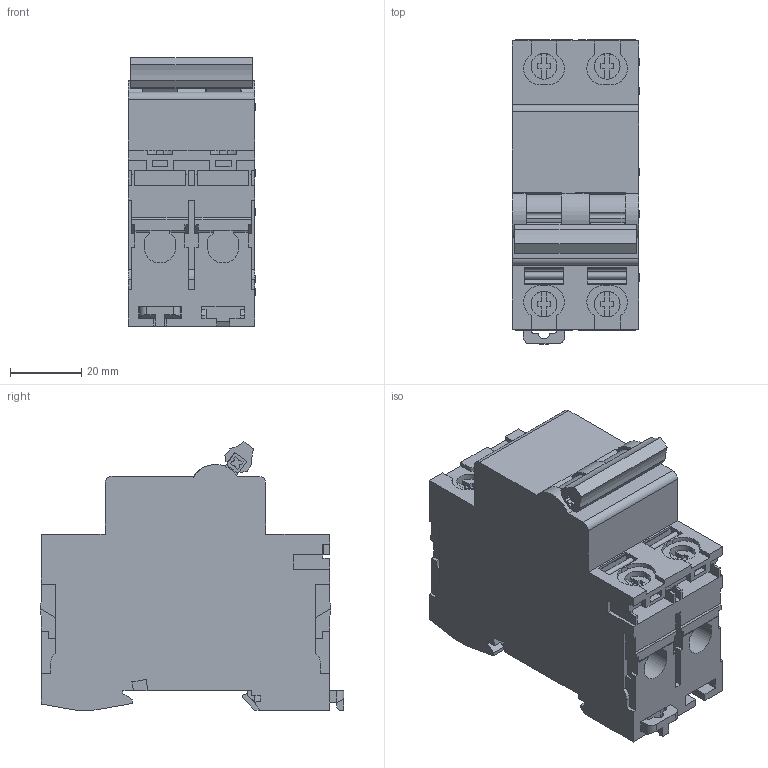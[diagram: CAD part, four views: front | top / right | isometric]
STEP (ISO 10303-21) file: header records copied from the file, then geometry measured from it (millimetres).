
FILE_DESCRIPTION((''),'2;1');
FILE_NAME('SB110512_3D-SIMPLIFIED','2013-01-15T',('mcordero'),(''),'PRO/ENGINEER BY PARAMETRIC TECHNOLOGY CORPORATION, 2006170','PRO/ENGINEER BY PARAMETRIC TECHNOLOGY CORPORATION, 2006170','');
FILE_SCHEMA(('CONFIG_CONTROL_DESIGN'));
Length unit declared in the file: millimetre
Products named in the file (1): SB110512_3D-SIMPLIFIED
Bounding box: 35.65 x 85.1 x 75.15 mm (x, y, z)
Volume: 152500.5 mm3; surface area: 28721 mm2
Topology: 1 solids, 1 shells, 658 faces, 1991 edges, 1344 vertices
Faces by surface type: plane 544, cylinder 114
Entity records: 22348 total; most frequent: CARTESIAN_POINT 4014, ORIENTED_EDGE 3982, DIRECTION 3654, EDGE_CURVE 1991, VECTOR 1634, LINE 1634, VERTEX_POINT 1344, AXIS2_PLACEMENT_3D 1010
